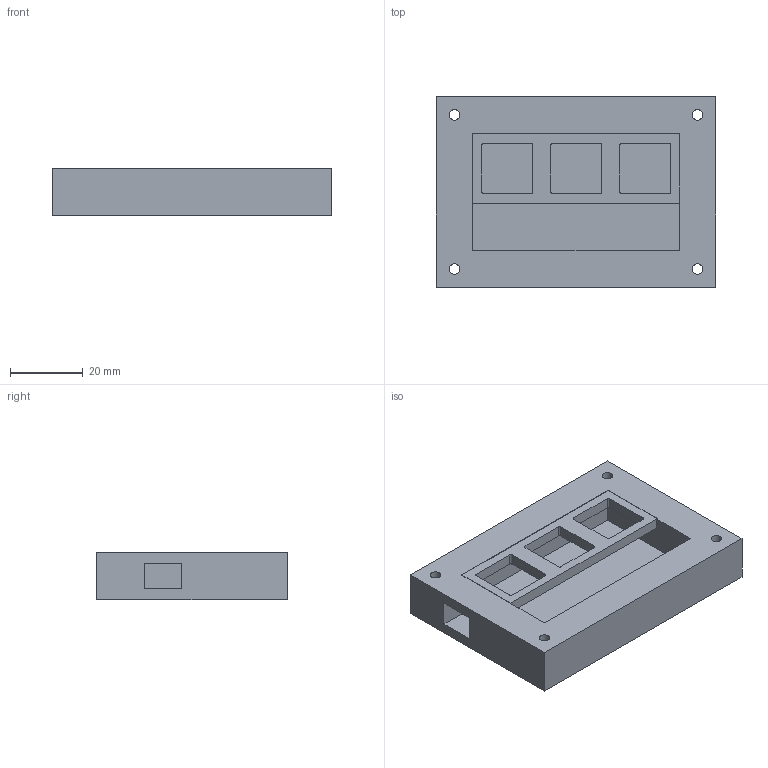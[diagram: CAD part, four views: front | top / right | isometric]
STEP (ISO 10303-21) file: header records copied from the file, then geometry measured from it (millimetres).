
FILE_DESCRIPTION(/* description */ (''),/* implementation_level */ '2;1');
FILE_NAME(/* name */ 'Untitled v1.step',/* time_stamp */ '2024-10-22T00:06:14-04:00',/* author */ (''),/* organization */ (''),/* preprocessor_version */ 'ST-DEVELOPER v20',/* originating_system */ 'Autodesk Translation Framework v13.20.0.188',/* authorisation */ '');
FILE_SCHEMA (('AUTOMOTIVE_DESIGN { 1 0 10303 214 3 1 1 }'));
Length unit declared in the file: millimetre
Products named in the file (1): Untitled
Bounding box: 77 x 52.5 x 13.1 mm (x, y, z)
Volume: 34529.6 mm3; surface area: 15615.7 mm2
Topology: 1 solids, 1 shells, 48 faces, 142 edges, 94 vertices
Faces by surface type: plane 32, cylinder 16
Full cylindrical faces by diameter (mm): 2.9 x4
Entity records: 1671 total; most frequent: CARTESIAN_POINT 285, ORIENTED_EDGE 284, DIRECTION 272, EDGE_CURVE 142, LINE 110, VECTOR 110, VERTEX_POINT 94, AXIS2_PLACEMENT_3D 81
